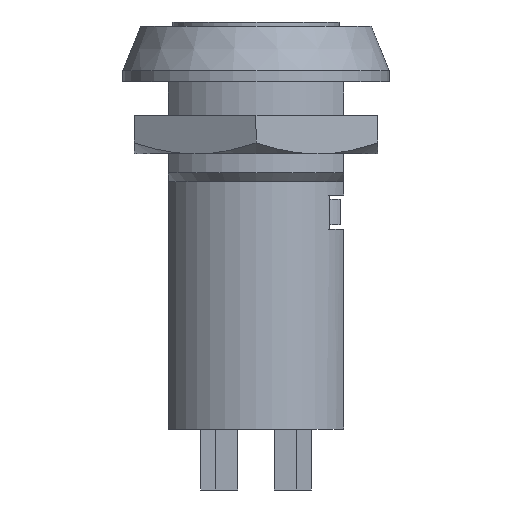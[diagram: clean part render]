
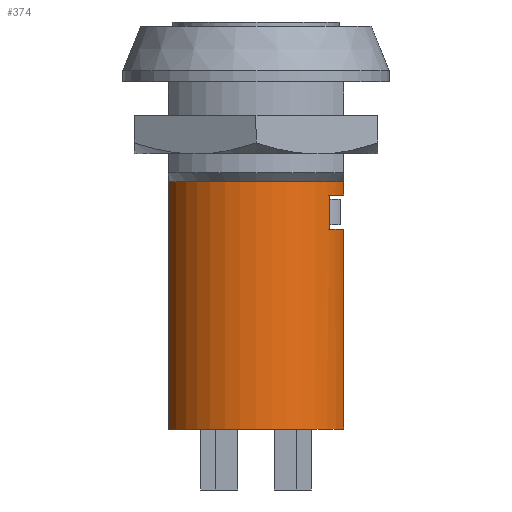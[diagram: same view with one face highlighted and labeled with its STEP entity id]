
A CAD part, front view. The second image highlights one B-rep face of the part: STEP entity #374.
In plain terms, the highlighted cylindrical face has radius 8.6 mm (diameter 17.2 mm), a partial arc.
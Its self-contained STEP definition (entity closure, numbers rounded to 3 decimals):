
#51 = FACE_OUTER_BOUND ( 'NONE', #1883, .T. ) ;
#53 = AXIS2_PLACEMENT_3D ( 'NONE', #1445, #1446, #1447 ) ;
#70 = CYLINDRICAL_SURFACE ( 'NONE', #53, 8.6 ) ;
#173 = AXIS2_PLACEMENT_3D ( 'NONE', #728, #732, #733 ) ;
#175 = AXIS2_PLACEMENT_3D ( 'NONE', #734, #741, #742 ) ;
#176 = VECTOR ( 'NONE', #737, 1000. ) ;
#178 = VECTOR ( 'NONE', #740, 1000. ) ;
#204 = VERTEX_POINT ( 'NONE', #1328 ) ;
#218 = VERTEX_POINT ( 'NONE', #1342 ) ;
#374 = ADVANCED_FACE ( 'NONE', ( #51 ), #70, .T. ) ;
#488 = EDGE_CURVE ( 'NONE', #1244, #1223, #590, .T. ) ;
#489 = EDGE_CURVE ( 'NONE', #1273, #1231, #735, .T. ) ;
#490 = EDGE_CURVE ( 'NONE', #218, #1260, #738, .T. ) ;
#491 = EDGE_CURVE ( 'NONE', #1260, #204, #579, .T. ) ;
#579 = CIRCLE ( 'NONE', #175, 8.6 ) ;
#590 = CIRCLE ( 'NONE', #173, 8.6 ) ;
#614 = CIRCLE ( 'NONE', #2747, 8.6 ) ;
#634 = CIRCLE ( 'NONE', #1975, 8.6 ) ;
#728 = CARTESIAN_POINT ( 'NONE',  ( 0., 0., -10.2 ) ) ;
#732 = DIRECTION ( 'NONE',  ( 0., 0., 1. ) ) ;
#733 = DIRECTION ( 'NONE',  ( 0., -1., 0. ) ) ;
#734 = CARTESIAN_POINT ( 'NONE',  ( 0., 0., -13.3 ) ) ;
#735 = LINE ( 'NONE', #736, #176 ) ;
#736 = CARTESIAN_POINT ( 'NONE',  ( -7.9, -3.399, 32.408 ) ) ;
#737 = DIRECTION ( 'NONE',  ( 0., 0., -1. ) ) ;
#738 = LINE ( 'NONE', #739, #178 ) ;
#739 = CARTESIAN_POINT ( 'NONE',  ( 7.9, -3.399, 32.408 ) ) ;
#740 = DIRECTION ( 'NONE',  ( 0., 0., 1. ) ) ;
#741 = DIRECTION ( 'NONE',  ( 0., 0., -1. ) ) ;
#742 = DIRECTION ( 'NONE',  ( 0., 1., 0. ) ) ;
#894 = ORIENTED_EDGE ( 'NONE', *, *, #1042, .T. ) ;
#896 = ORIENTED_EDGE ( 'NONE', *, *, #1046, .T. ) ;
#897 = ORIENTED_EDGE ( 'NONE', *, *, #488, .T. ) ;
#898 = ORIENTED_EDGE ( 'NONE', *, *, #489, .T. ) ;
#899 = ORIENTED_EDGE ( 'NONE', *, *, #1028, .F. ) ;
#900 = ORIENTED_EDGE ( 'NONE', *, *, #1079, .T. ) ;
#901 = ORIENTED_EDGE ( 'NONE', *, *, #490, .T. ) ;
#903 = ORIENTED_EDGE ( 'NONE', *, *, #491, .T. ) ;
#1028 = EDGE_CURVE ( 'NONE', #1273, #1230, #614, .T. ) ;
#1042 = EDGE_CURVE ( 'NONE', #1223, #1230, #2393, .T. ) ;
#1046 = EDGE_CURVE ( 'NONE', #204, #1244, #2405, .T. ) ;
#1079 = EDGE_CURVE ( 'NONE', #1231, #218, #634, .T. ) ;
#1223 = VERTEX_POINT ( 'NONE', #2613 ) ;
#1230 = VERTEX_POINT ( 'NONE', #2620 ) ;
#1231 = VERTEX_POINT ( 'NONE', #2621 ) ;
#1244 = VERTEX_POINT ( 'NONE', #2835 ) ;
#1260 = VERTEX_POINT ( 'NONE', #2851 ) ;
#1273 = VERTEX_POINT ( 'NONE', #2864 ) ;
#1328 = CARTESIAN_POINT ( 'NONE',  ( 6.611, -5.5, -13.3 ) ) ;
#1342 = CARTESIAN_POINT ( 'NONE',  ( 7.9, -3.399, -31.3 ) ) ;
#1445 = CARTESIAN_POINT ( 'NONE',  ( 0., 0., 32.408 ) ) ;
#1446 = DIRECTION ( 'NONE',  ( 0., 0., 1. ) ) ;
#1447 = DIRECTION ( 'NONE',  ( 1., 0., 0. ) ) ;
#1883 = EDGE_LOOP ( 'NONE', ( #896, #897, #894, #899, #898, #900, #901, #903 ) ) ;
#1975 = AXIS2_PLACEMENT_3D ( 'NONE', #2508, #2509, #2510 ) ;
#2350 = CARTESIAN_POINT ( 'NONE',  ( 0., 0., -9. ) ) ;
#2351 = DIRECTION ( 'NONE',  ( 0., 0., 1. ) ) ;
#2352 = DIRECTION ( 'NONE',  ( 1., 0., 0. ) ) ;
#2393 = LINE ( 'NONE', #2394, #2762 ) ;
#2394 = CARTESIAN_POINT ( 'NONE',  ( 7.9, -3.399, 32.408 ) ) ;
#2395 = DIRECTION ( 'NONE',  ( 0., 0., 1. ) ) ;
#2405 = LINE ( 'NONE', #2406, #2767 ) ;
#2406 = CARTESIAN_POINT ( 'NONE',  ( 6.611, -5.5, 32.408 ) ) ;
#2407 = DIRECTION ( 'NONE',  ( 0., 0., 1. ) ) ;
#2508 = CARTESIAN_POINT ( 'NONE',  ( 0., 0., -31.3 ) ) ;
#2509 = DIRECTION ( 'NONE',  ( 0., 0., 1. ) ) ;
#2510 = DIRECTION ( 'NONE',  ( 1., 0., 0. ) ) ;
#2613 = CARTESIAN_POINT ( 'NONE',  ( 7.9, -3.399, -10.2 ) ) ;
#2620 = CARTESIAN_POINT ( 'NONE',  ( 7.9, -3.399, -9. ) ) ;
#2621 = CARTESIAN_POINT ( 'NONE',  ( -7.9, -3.399, -31.3 ) ) ;
#2747 = AXIS2_PLACEMENT_3D ( 'NONE', #2350, #2351, #2352 ) ;
#2762 = VECTOR ( 'NONE', #2395, 1000. ) ;
#2767 = VECTOR ( 'NONE', #2407, 1000. ) ;
#2835 = CARTESIAN_POINT ( 'NONE',  ( 6.611, -5.5, -10.2 ) ) ;
#2851 = CARTESIAN_POINT ( 'NONE',  ( 7.9, -3.399, -13.3 ) ) ;
#2864 = CARTESIAN_POINT ( 'NONE',  ( -7.9, -3.399, -9. ) ) ;
